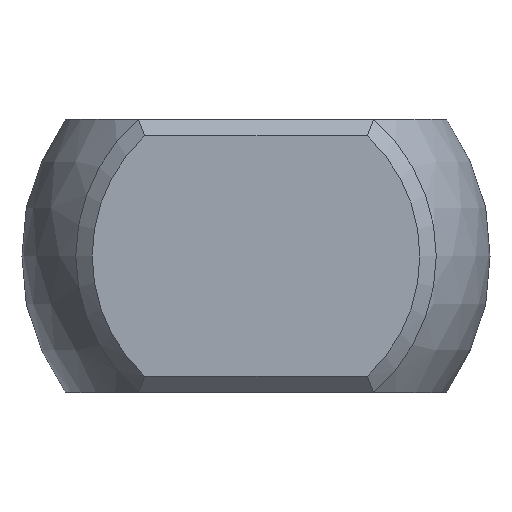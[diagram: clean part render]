
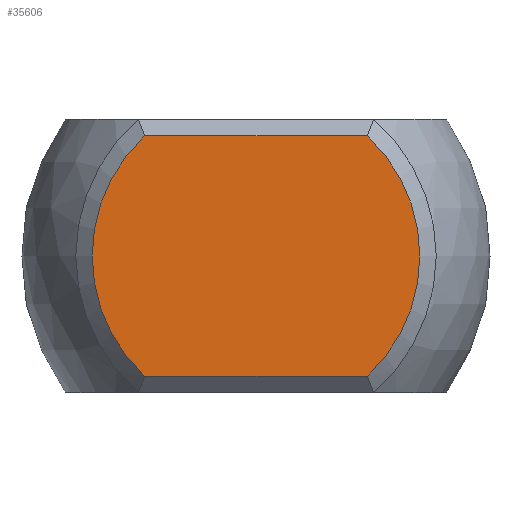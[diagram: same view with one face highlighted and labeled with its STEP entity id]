
A CAD part, left-side view. The second image highlights one B-rep face of the part: STEP entity #35606.
In plain terms, the highlighted planar face has unit normal (-1, 0, 0).
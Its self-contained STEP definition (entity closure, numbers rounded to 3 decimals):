
#34017 = PLANE('',#34018);
#34018 = AXIS2_PLACEMENT_3D('',#34019,#34020,#34021);
#34019 = CARTESIAN_POINT('',(-21.725,4.775,2.35));
#34020 = DIRECTION('',(-0.707,0.,0.707));
#34021 = DIRECTION('',(0.707,0.,0.707));
#35236 = CONICAL_SURFACE('',#35237,3.15,0.785);
#35237 = AXIS2_PLACEMENT_3D('',#35238,#35239,#35240);
#35238 = CARTESIAN_POINT('',(-21.725,0.,0.));
#35239 = DIRECTION('',(1.,0.,0.));
#35240 = DIRECTION('',(0.,-1.,0.));
#35256 = VERTEX_POINT('',#35257);
#35257 = CARTESIAN_POINT('',(-21.875,-2.04,2.2));
#35279 = EDGE_CURVE('',#35256,#35280,#35282,.T.);
#35280 = VERTEX_POINT('',#35281);
#35281 = CARTESIAN_POINT('',(-21.875,-2.04,-2.2));
#35282 = SURFACE_CURVE('',#35283,(#35288,#35295),.PCURVE_S1.);
#35283 = CIRCLE('',#35284,3.);
#35284 = AXIS2_PLACEMENT_3D('',#35285,#35286,#35287);
#35285 = CARTESIAN_POINT('',(-21.875,0.,0.));
#35286 = DIRECTION('',(1.,0.,0.));
#35287 = DIRECTION('',(0.,-1.,0.));
#35288 = PCURVE('',#35236,#35289);
#35289 = DEFINITIONAL_REPRESENTATION('',(#35290),#35294);
#35290 = LINE('',#35291,#35292);
#35291 = CARTESIAN_POINT('',(-6.283,-0.15));
#35292 = VECTOR('',#35293,1.);
#35293 = DIRECTION('',(1.,0.));
#35294 = ( GEOMETRIC_REPRESENTATION_CONTEXT(2) 
PARAMETRIC_REPRESENTATION_CONTEXT() REPRESENTATION_CONTEXT('2D SPACE',''
  ) );
#35295 = PCURVE('',#35296,#35301);
#35296 = PLANE('',#35297);
#35297 = AXIS2_PLACEMENT_3D('',#35298,#35299,#35300);
#35298 = CARTESIAN_POINT('',(-21.875,3.3,0.));
#35299 = DIRECTION('',(-1.,0.,0.));
#35300 = DIRECTION('',(0.,0.,1.));
#35301 = DEFINITIONAL_REPRESENTATION('',(#35302),#35310);
#35302 = ( BOUNDED_CURVE() B_SPLINE_CURVE(2,(#35303,#35304,#35305,#35306
    ,#35307,#35308,#35309),.UNSPECIFIED.,.T.,.F.) 
B_SPLINE_CURVE_WITH_KNOTS((1,2,2,2,2,1),(-2.094,0.,
    2.094,4.189,6.283,8.378),
.UNSPECIFIED.) CURVE() GEOMETRIC_REPRESENTATION_ITEM() 
RATIONAL_B_SPLINE_CURVE((1.,0.5,1.,0.5,1.,0.5,1.)) REPRESENTATION_ITEM(
  '') );
#35303 = CARTESIAN_POINT('',(0.,-6.3));
#35304 = CARTESIAN_POINT('',(-5.196,-6.3));
#35305 = CARTESIAN_POINT('',(-2.598,-1.8));
#35306 = CARTESIAN_POINT('',(0.,2.7));
#35307 = CARTESIAN_POINT('',(2.598,-1.8));
#35308 = CARTESIAN_POINT('',(5.196,-6.3));
#35309 = CARTESIAN_POINT('',(0.,-6.3));
#35310 = ( GEOMETRIC_REPRESENTATION_CONTEXT(2) 
PARAMETRIC_REPRESENTATION_CONTEXT() REPRESENTATION_CONTEXT('2D SPACE',''
  ) );
#35326 = PLANE('',#35327);
#35327 = AXIS2_PLACEMENT_3D('',#35328,#35329,#35330);
#35328 = CARTESIAN_POINT('',(-21.725,-1.475,-2.35));
#35329 = DIRECTION('',(-0.707,0.,-0.707));
#35330 = DIRECTION('',(-0.707,0.,0.707));
#35344 = VERTEX_POINT('',#35345);
#35345 = CARTESIAN_POINT('',(-21.875,2.04,2.2));
#35361 = CONICAL_SURFACE('',#35362,3.15,0.785);
#35362 = AXIS2_PLACEMENT_3D('',#35363,#35364,#35365);
#35363 = CARTESIAN_POINT('',(-21.725,0.,0.));
#35364 = DIRECTION('',(1.,0.,0.));
#35365 = DIRECTION('',(-0.,1.,0.));
#35372 = EDGE_CURVE('',#35344,#35256,#35373,.T.);
#35373 = SURFACE_CURVE('',#35374,(#35378,#35385),.PCURVE_S1.);
#35374 = LINE('',#35375,#35376);
#35375 = CARTESIAN_POINT('',(-21.875,4.775,2.2));
#35376 = VECTOR('',#35377,1.);
#35377 = DIRECTION('',(0.,-1.,0.));
#35378 = PCURVE('',#34017,#35379);
#35379 = DEFINITIONAL_REPRESENTATION('',(#35380),#35384);
#35380 = LINE('',#35381,#35382);
#35381 = CARTESIAN_POINT('',(-0.212,0.));
#35382 = VECTOR('',#35383,1.);
#35383 = DIRECTION('',(0.,-1.));
#35384 = ( GEOMETRIC_REPRESENTATION_CONTEXT(2) 
PARAMETRIC_REPRESENTATION_CONTEXT() REPRESENTATION_CONTEXT('2D SPACE',''
  ) );
#35385 = PCURVE('',#35296,#35386);
#35386 = DEFINITIONAL_REPRESENTATION('',(#35387),#35391);
#35387 = LINE('',#35388,#35389);
#35388 = CARTESIAN_POINT('',(2.2,1.475));
#35389 = VECTOR('',#35390,1.);
#35390 = DIRECTION('',(0.,-1.));
#35391 = ( GEOMETRIC_REPRESENTATION_CONTEXT(2) 
PARAMETRIC_REPRESENTATION_CONTEXT() REPRESENTATION_CONTEXT('2D SPACE',''
  ) );
#35422 = VERTEX_POINT('',#35423);
#35423 = CARTESIAN_POINT('',(-21.875,2.04,-2.2));
#35445 = EDGE_CURVE('',#35422,#35344,#35446,.T.);
#35446 = SURFACE_CURVE('',#35447,(#35452,#35459),.PCURVE_S1.);
#35447 = CIRCLE('',#35448,3.);
#35448 = AXIS2_PLACEMENT_3D('',#35449,#35450,#35451);
#35449 = CARTESIAN_POINT('',(-21.875,0.,0.));
#35450 = DIRECTION('',(1.,0.,0.));
#35451 = DIRECTION('',(-0.,1.,0.));
#35452 = PCURVE('',#35361,#35453);
#35453 = DEFINITIONAL_REPRESENTATION('',(#35454),#35458);
#35454 = LINE('',#35455,#35456);
#35455 = CARTESIAN_POINT('',(-6.283,-0.15));
#35456 = VECTOR('',#35457,1.);
#35457 = DIRECTION('',(1.,0.));
#35458 = ( GEOMETRIC_REPRESENTATION_CONTEXT(2) 
PARAMETRIC_REPRESENTATION_CONTEXT() REPRESENTATION_CONTEXT('2D SPACE',''
  ) );
#35459 = PCURVE('',#35296,#35460);
#35460 = DEFINITIONAL_REPRESENTATION('',(#35461),#35469);
#35461 = ( BOUNDED_CURVE() B_SPLINE_CURVE(2,(#35462,#35463,#35464,#35465
    ,#35466,#35467,#35468),.UNSPECIFIED.,.T.,.F.) 
B_SPLINE_CURVE_WITH_KNOTS((1,2,2,2,2,1),(-2.094,0.,
    2.094,4.189,6.283,8.378),
.UNSPECIFIED.) CURVE() GEOMETRIC_REPRESENTATION_ITEM() 
RATIONAL_B_SPLINE_CURVE((1.,0.5,1.,0.5,1.,0.5,1.)) REPRESENTATION_ITEM(
  '') );
#35462 = CARTESIAN_POINT('',(0.,-0.3));
#35463 = CARTESIAN_POINT('',(5.196,-0.3));
#35464 = CARTESIAN_POINT('',(2.598,-4.8));
#35465 = CARTESIAN_POINT('',(0.,-9.3));
#35466 = CARTESIAN_POINT('',(-2.598,-4.8));
#35467 = CARTESIAN_POINT('',(-5.196,-0.3));
#35468 = CARTESIAN_POINT('',(0.,-0.3));
#35469 = ( GEOMETRIC_REPRESENTATION_CONTEXT(2) 
PARAMETRIC_REPRESENTATION_CONTEXT() REPRESENTATION_CONTEXT('2D SPACE',''
  ) );
#35475 = EDGE_CURVE('',#35280,#35422,#35476,.T.);
#35476 = SURFACE_CURVE('',#35477,(#35481,#35488),.PCURVE_S1.);
#35477 = LINE('',#35478,#35479);
#35478 = CARTESIAN_POINT('',(-21.875,-1.475,-2.2));
#35479 = VECTOR('',#35480,1.);
#35480 = DIRECTION('',(0.,1.,0.));
#35481 = PCURVE('',#35326,#35482);
#35482 = DEFINITIONAL_REPRESENTATION('',(#35483),#35487);
#35483 = LINE('',#35484,#35485);
#35484 = CARTESIAN_POINT('',(0.212,0.));
#35485 = VECTOR('',#35486,1.);
#35486 = DIRECTION('',(0.,1.));
#35487 = ( GEOMETRIC_REPRESENTATION_CONTEXT(2) 
PARAMETRIC_REPRESENTATION_CONTEXT() REPRESENTATION_CONTEXT('2D SPACE',''
  ) );
#35488 = PCURVE('',#35296,#35489);
#35489 = DEFINITIONAL_REPRESENTATION('',(#35490),#35494);
#35490 = LINE('',#35491,#35492);
#35491 = CARTESIAN_POINT('',(-2.2,-4.775));
#35492 = VECTOR('',#35493,1.);
#35493 = DIRECTION('',(0.,1.));
#35494 = ( GEOMETRIC_REPRESENTATION_CONTEXT(2) 
PARAMETRIC_REPRESENTATION_CONTEXT() REPRESENTATION_CONTEXT('2D SPACE',''
  ) );
#35606 = ADVANCED_FACE('',(#35607),#35296,.T.);
#35607 = FACE_BOUND('',#35608,.T.);
#35608 = EDGE_LOOP('',(#35609,#35610,#35611,#35612));
#35609 = ORIENTED_EDGE('',*,*,#35279,.F.);
#35610 = ORIENTED_EDGE('',*,*,#35372,.F.);
#35611 = ORIENTED_EDGE('',*,*,#35445,.F.);
#35612 = ORIENTED_EDGE('',*,*,#35475,.F.);
